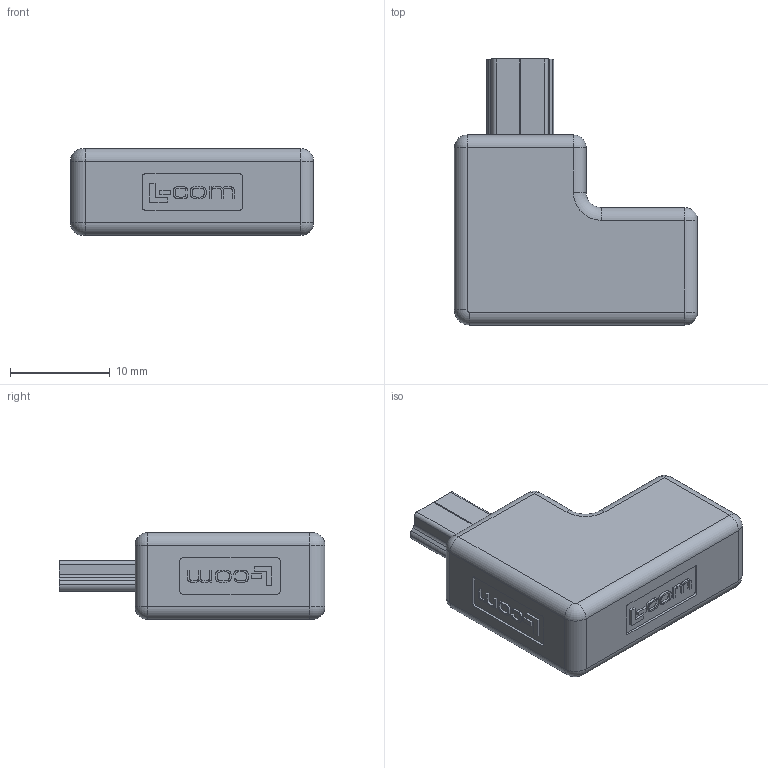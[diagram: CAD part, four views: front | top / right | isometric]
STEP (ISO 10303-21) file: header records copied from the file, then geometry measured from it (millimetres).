
FILE_DESCRIPTION (( 'STEP AP203' ), '1' );
FILE_NAME ('UAD2.0MB5-1.STEP', '2011-11-10T20:54:43', ( 'x' ), ( 'Microsoft' ), 'SwSTEP 2.0', 'SolidWorks 2010', '' );
FILE_SCHEMA (( 'CONFIG_CONTROL_DESIGN' ));
Length unit declared in the file: inch
Products named in the file (8): MTN-614; 1AA05-016-MA1; 1AA05-016-MA3; UAD2.0MB5-1; MTN-613; 1AA05-014; 1AA05-014 MA-1; 1AA05-016_crimped
Assembly tree (7 placements, depth 3):
  UAD2.0MB5-1
    1AA05-014 MA-1
    MTN-614
    1AA05-014
    1AA05-016_crimped
      1AA05-016-MA1
      1AA05-016-MA3
    MTN-613
Bounding box: 24.38 x 26.67 x 8.71 mm (x, y, z)
Volume: 4309.8 mm3; surface area: 4031.6 mm2
Topology: 16 solids, 16 shells, 589 faces, 1620 edges, 1056 vertices
Faces by surface type: plane 426, cylinder 101, bspline 48, sphere 10, torus 4
Entity records: 19948 total; most frequent: CARTESIAN_POINT 4316, ORIENTED_EDGE 3220, DIRECTION 2812, EDGE_CURVE 1610, LINE 1292, VECTOR 1292, VERTEX_POINT 1056, AXIS2_PLACEMENT_3D 760
